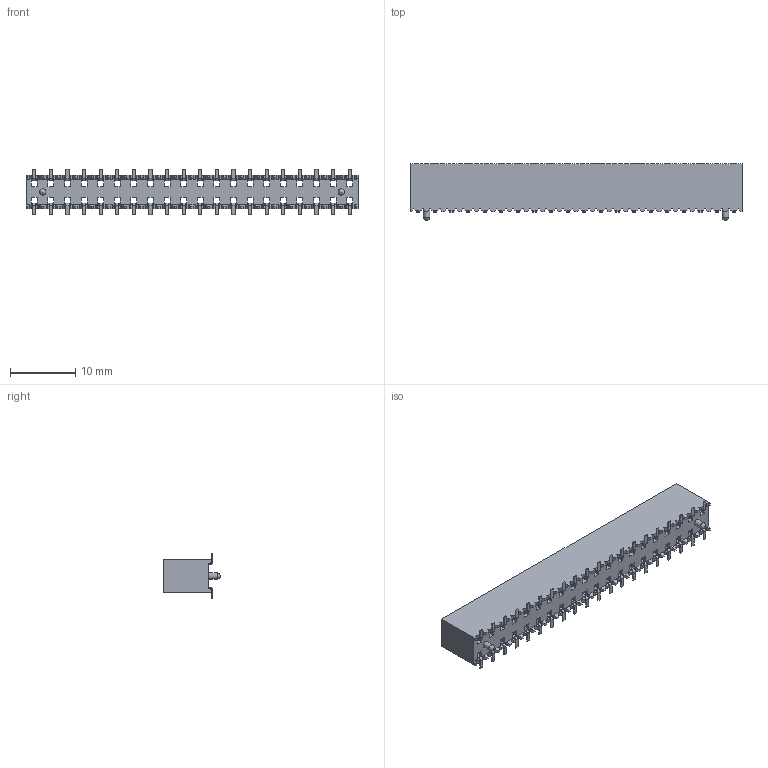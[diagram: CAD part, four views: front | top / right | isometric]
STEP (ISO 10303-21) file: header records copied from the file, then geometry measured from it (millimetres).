
FILE_DESCRIPTION( ( 'STEP AP214' ), '1' );
FILE_NAME( 'SSM-120-S-DV-A.stp', '2019-04-23T19:30:20', ( '' ), ( '' ), ' ', 'PARTsolutions', ' ' );
FILE_SCHEMA( ( 'AUTOMOTIVE_DESIGN { 1 0 10303 214 1 1 1 1 }' ) );
Length unit declared in the file: inch
Products named in the file (3): SSM-120-S-DV-A; _SSM-120-S-DV-A_body; _C-137-0120
Assembly tree (2 placements, depth 2):
  SSM-120-S-DV-A
    _SSM-120-S-DV-A_body
    _C-137-0120
Bounding box: 50.8 x 8.64 x 7.04 mm (x, y, z)
Volume: 1569.7 mm3; surface area: 2724.3 mm2
Topology: 2 solids, 2 shells, 969 faces, 2890 edges, 1926 vertices
Faces by surface type: plane 885, cylinder 82, sphere 2
Full cylindrical faces by diameter (mm): 0.965 x2
Entity records: 40020 total; most frequent: CARTESIAN_POINT 5782, ORIENTED_EDGE 5768, DIRECTION 4992, EDGE_CURVE 2884, LINE 2720, VECTOR 2720, VERTEX_POINT 1926, AXIS2_PLACEMENT_3D 1136
